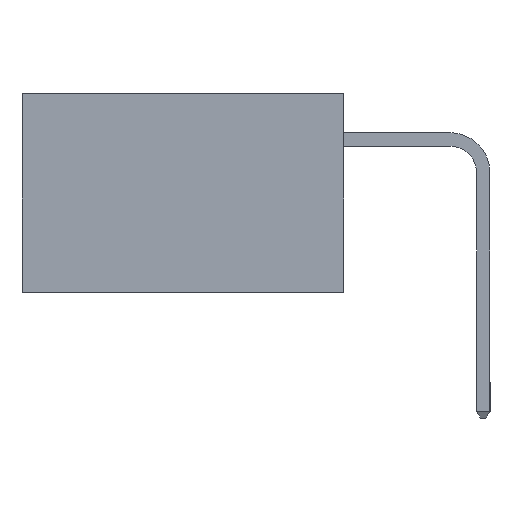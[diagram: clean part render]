
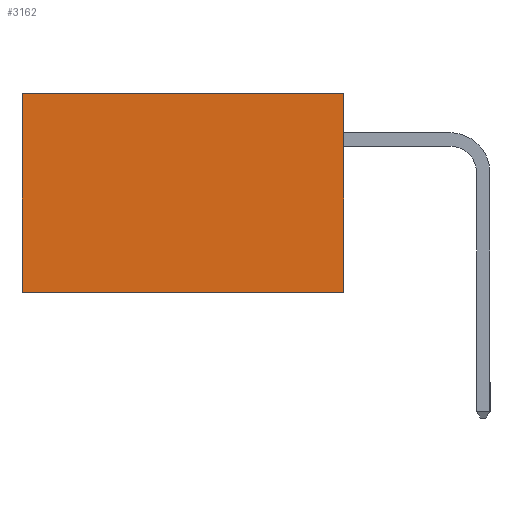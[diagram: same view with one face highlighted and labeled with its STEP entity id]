
A CAD part, left-side view. The second image highlights one B-rep face of the part: STEP entity #3162.
In plain terms, the highlighted planar face has unit normal (-1, 0, 0).
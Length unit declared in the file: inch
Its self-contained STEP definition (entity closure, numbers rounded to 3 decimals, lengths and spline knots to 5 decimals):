
#1087 = ORIENTED_EDGE ( 'NONE', *, *, #19521, .T. ) ;
#3162 = ADVANCED_FACE ( 'NONE', ( #21266 ), #18853, .F. ) ;
#6709 = DIRECTION ( 'NONE',  ( 0., 0., -1. ) ) ;
#6740 = CARTESIAN_POINT ( 'NONE',  ( 0.298, 0.6, -0.37 ) ) ;
#7177 = EDGE_CURVE ( 'NONE', #17803, #24010, #7626, .T. ) ;
#7378 = CARTESIAN_POINT ( 'NONE',  ( 0.298, 0., -0.37 ) ) ;
#7626 = LINE ( 'NONE', #24636, #25356 ) ;
#8121 = LINE ( 'NONE', #15651, #13535 ) ;
#8938 = CARTESIAN_POINT ( 'NONE',  ( 0.298, 0.6, 0. ) ) ;
#9084 = LINE ( 'NONE', #8938, #26062 ) ;
#11538 = CARTESIAN_POINT ( 'NONE',  ( 0.298, 0.6, 0. ) ) ;
#13442 = ORIENTED_EDGE ( 'NONE', *, *, #15311, .T. ) ;
#13535 = VECTOR ( 'NONE', #22671, 39.37008 ) ;
#13832 = EDGE_CURVE ( 'NONE', #24010, #16642, #14199, .T. ) ;
#14199 = LINE ( 'NONE', #7378, #25789 ) ;
#14216 = DIRECTION ( 'NONE',  ( 0., 1., 0. ) ) ;
#15311 = EDGE_CURVE ( 'NONE', #18982, #16642, #9084, .T. ) ;
#15651 = CARTESIAN_POINT ( 'NONE',  ( 0.298, 0., 0. ) ) ;
#16642 = VERTEX_POINT ( 'NONE', #6740 ) ;
#17803 = VERTEX_POINT ( 'NONE', #21343 ) ;
#18107 = CARTESIAN_POINT ( 'NONE',  ( 0.298, 0., -0.37 ) ) ;
#18853 = PLANE ( 'NONE',  #22665 ) ;
#18982 = VERTEX_POINT ( 'NONE', #11538 ) ;
#19521 = EDGE_CURVE ( 'NONE', #17803, #18982, #8121, .T. ) ;
#19663 = DIRECTION ( 'NONE',  ( 0., 0., -1. ) ) ;
#19870 = DIRECTION ( 'NONE',  ( 1., 0., 0. ) ) ;
#20072 = CARTESIAN_POINT ( 'NONE',  ( 0.298, 0., 0. ) ) ;
#21266 = FACE_OUTER_BOUND ( 'NONE', #22428, .T. ) ;
#21343 = CARTESIAN_POINT ( 'NONE',  ( 0.298, 0., 0. ) ) ;
#22428 = EDGE_LOOP ( 'NONE', ( #13442, #25025, #26738, #1087 ) ) ;
#22665 = AXIS2_PLACEMENT_3D ( 'NONE', #20072, #19870, #19663 ) ;
#22671 = DIRECTION ( 'NONE',  ( 0., 1., 0. ) ) ;
#24010 = VERTEX_POINT ( 'NONE', #18107 ) ;
#24636 = CARTESIAN_POINT ( 'NONE',  ( 0.298, 0., 0. ) ) ;
#24728 = DIRECTION ( 'NONE',  ( 0., 0., -1. ) ) ;
#25025 = ORIENTED_EDGE ( 'NONE', *, *, #13832, .F. ) ;
#25356 = VECTOR ( 'NONE', #24728, 39.37008 ) ;
#25789 = VECTOR ( 'NONE', #14216, 39.37008 ) ;
#26062 = VECTOR ( 'NONE', #6709, 39.37008 ) ;
#26738 = ORIENTED_EDGE ( 'NONE', *, *, #7177, .F. ) ;
